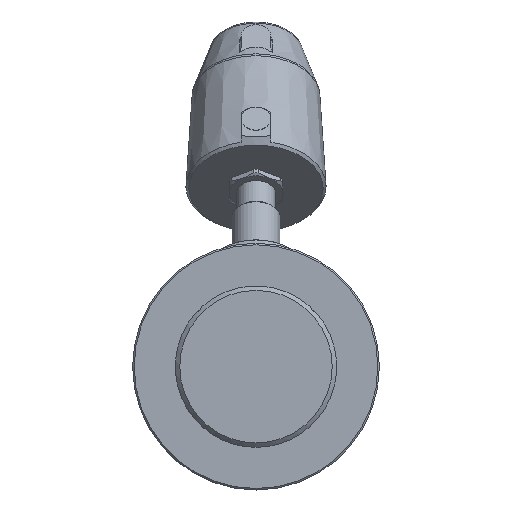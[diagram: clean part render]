
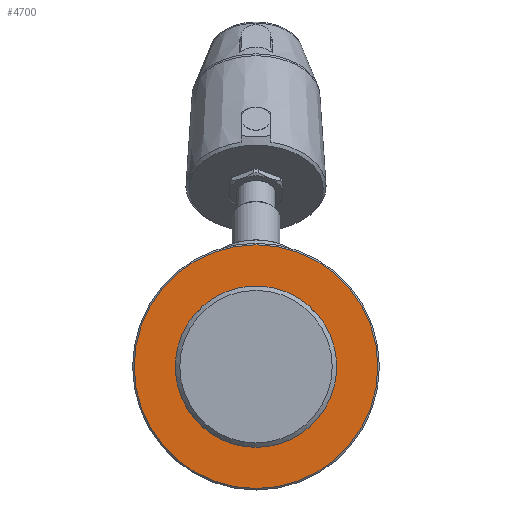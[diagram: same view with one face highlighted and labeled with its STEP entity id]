
A CAD part, front view. The second image highlights one B-rep face of the part: STEP entity #4700.
In plain terms, the highlighted planar face has unit normal (0, -1, 0).
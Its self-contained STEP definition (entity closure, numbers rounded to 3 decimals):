
#570=PLANE('',#5056);
#747=FACE_BOUND('',#1369,.T.);
#860=CIRCLE('',#5057,81.5);
#861=CIRCLE('',#5058,9.);
#862=CIRCLE('',#5059,54.);
#863=CIRCLE('',#5060,9.);
#864=CIRCLE('',#5061,54.);
#865=CIRCLE('',#5062,9.);
#866=CIRCLE('',#5063,54.);
#867=CIRCLE('',#5064,9.);
#868=CIRCLE('',#5065,54.);
#1046=FACE_OUTER_BOUND('',#1368,.T.);
#1368=EDGE_LOOP('',(#3296));
#1369=EDGE_LOOP('',(#3297,#3298,#3299,#3300,#3301,#3302,#3303,#3304));
#1960=VERTEX_POINT('',#7116);
#1961=VERTEX_POINT('',#7118);
#1962=VERTEX_POINT('',#7119);
#1963=VERTEX_POINT('',#7121);
#1964=VERTEX_POINT('',#7123);
#1965=VERTEX_POINT('',#7125);
#1966=VERTEX_POINT('',#7127);
#1967=VERTEX_POINT('',#7129);
#1968=VERTEX_POINT('',#7131);
#2460=EDGE_CURVE('',#1960,#1960,#860,.T.);
#2461=EDGE_CURVE('',#1961,#1962,#861,.T.);
#2462=EDGE_CURVE('',#1961,#1963,#862,.T.);
#2463=EDGE_CURVE('',#1964,#1963,#863,.T.);
#2464=EDGE_CURVE('',#1964,#1965,#864,.T.);
#2465=EDGE_CURVE('',#1966,#1965,#865,.T.);
#2466=EDGE_CURVE('',#1966,#1967,#866,.T.);
#2467=EDGE_CURVE('',#1968,#1967,#867,.T.);
#2468=EDGE_CURVE('',#1968,#1962,#868,.T.);
#3296=ORIENTED_EDGE('',*,*,#2460,.F.);
#3297=ORIENTED_EDGE('',*,*,#2461,.F.);
#3298=ORIENTED_EDGE('',*,*,#2462,.T.);
#3299=ORIENTED_EDGE('',*,*,#2463,.F.);
#3300=ORIENTED_EDGE('',*,*,#2464,.T.);
#3301=ORIENTED_EDGE('',*,*,#2465,.F.);
#3302=ORIENTED_EDGE('',*,*,#2466,.T.);
#3303=ORIENTED_EDGE('',*,*,#2467,.F.);
#3304=ORIENTED_EDGE('',*,*,#2468,.T.);
#4700=ADVANCED_FACE('',(#1046,#747),#570,.T.);
#5056=AXIS2_PLACEMENT_3D('',#7115,#5637,#5638);
#5057=AXIS2_PLACEMENT_3D('',#7117,#5639,#5640);
#5058=AXIS2_PLACEMENT_3D('',#7120,#5641,#5642);
#5059=AXIS2_PLACEMENT_3D('',#7122,#5643,#5644);
#5060=AXIS2_PLACEMENT_3D('',#7124,#5645,#5646);
#5061=AXIS2_PLACEMENT_3D('',#7126,#5647,#5648);
#5062=AXIS2_PLACEMENT_3D('',#7128,#5649,#5650);
#5063=AXIS2_PLACEMENT_3D('',#7130,#5651,#5652);
#5064=AXIS2_PLACEMENT_3D('',#7132,#5653,#5654);
#5065=AXIS2_PLACEMENT_3D('',#7133,#5655,#5656);
#5637=DIRECTION('center_axis',(0.,-1.,0.));
#5638=DIRECTION('ref_axis',(0.,0.,1.));
#5639=DIRECTION('center_axis',(0.,1.,0.));
#5640=DIRECTION('ref_axis',(0.,0.,1.));
#5641=DIRECTION('center_axis',(0.,1.,0.));
#5642=DIRECTION('ref_axis',(0.,0.,
1.));
#5643=DIRECTION('center_axis',(0.,1.,0.));
#5644=DIRECTION('ref_axis',(0.,0.,
-1.));
#5645=DIRECTION('center_axis',(0.,1.,0.));
#5646=DIRECTION('ref_axis',(1.,0.,0.));
#5647=DIRECTION('center_axis',(0.,1.,0.));
#5648=DIRECTION('ref_axis',(0.,0.,
-1.));
#5649=DIRECTION('center_axis',(0.,1.,0.));
#5650=DIRECTION('ref_axis',(0.,0.,
-1.));
#5651=DIRECTION('center_axis',(0.,1.,0.));
#5652=DIRECTION('ref_axis',(0.,0.,
-1.));
#5653=DIRECTION('center_axis',(0.,1.,0.));
#5654=DIRECTION('ref_axis',(-1.,0.,0.));
#5655=DIRECTION('center_axis',(0.,1.,0.));
#5656=DIRECTION('ref_axis',(0.,0.,
-1.));
#7115=CARTESIAN_POINT('Origin',(0.,-112.,-68.25));
#7116=CARTESIAN_POINT('',(0.,-112.,-81.5));
#7117=CARTESIAN_POINT('Origin',(0.,-112.,0.));
#7118=CARTESIAN_POINT('',(-40.078,-112.,-36.191));
#7119=CARTESIAN_POINT('',(-36.191,-112.,-40.078));
#7120=CARTESIAN_POINT('Origin',(-44.194,-112.,-44.194));
#7121=CARTESIAN_POINT('',(-40.078,-112.,36.191));
#7122=CARTESIAN_POINT('Origin',(0.,-112.,0.));
#7123=CARTESIAN_POINT('',(-36.191,-112.,40.078));
#7124=CARTESIAN_POINT('Origin',(-44.194,-112.,44.194));
#7125=CARTESIAN_POINT('',(36.191,-112.,40.078));
#7126=CARTESIAN_POINT('Origin',(0.,-112.,0.));
#7127=CARTESIAN_POINT('',(40.078,-112.,36.191));
#7128=CARTESIAN_POINT('Origin',(44.194,-112.,44.194));
#7129=CARTESIAN_POINT('',(40.078,-112.,-36.191));
#7130=CARTESIAN_POINT('Origin',(0.,-112.,0.));
#7131=CARTESIAN_POINT('',(36.191,-112.,-40.078));
#7132=CARTESIAN_POINT('Origin',(44.194,-112.,-44.194));
#7133=CARTESIAN_POINT('Origin',(0.,-112.,0.));
